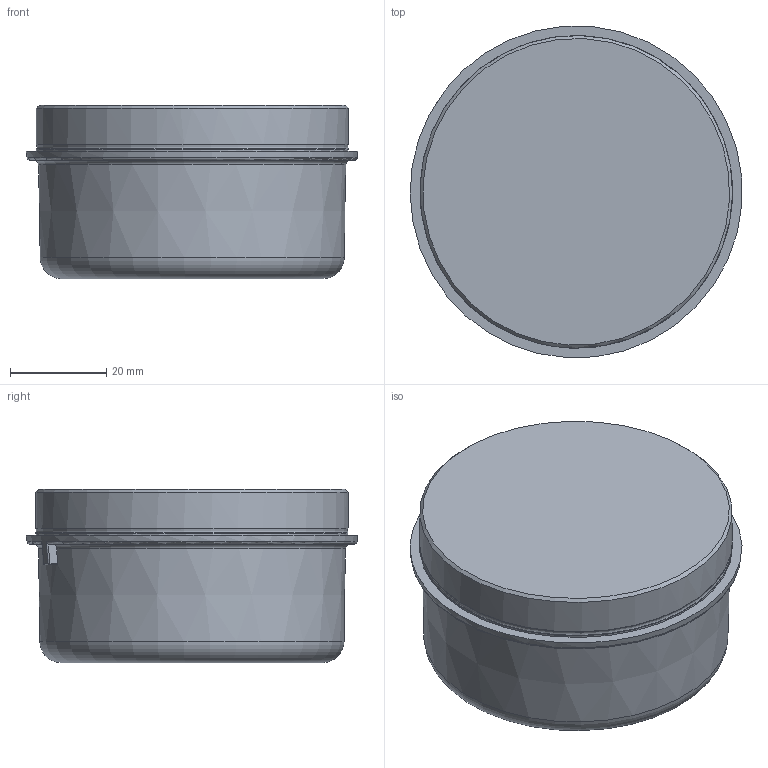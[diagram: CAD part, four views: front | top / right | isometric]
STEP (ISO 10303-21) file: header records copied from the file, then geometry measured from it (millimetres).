
FILE_DESCRIPTION(/* description */ ('Customer-3D BWM without cap'),/* implementation_level */ '2;1');
FILE_NAME(/* name */ '100000008539_prt_000.step',/* time_stamp */ '2021-11-09T15:47:14+01:00',/* author */ ('JENNERT'),/* organization */ ('WERMA Signaltechnik GmbH+Co.KG'),/* preprocessor_version */ 'ST-DEVELOPER v17',/* originating_system */ 'Autodesk Inventor 2018',/* authorisation */ 'public');
FILE_SCHEMA (('AUTOMOTIVE_DESIGN { 1 0 10303 214 3 1 1 }'));
Length unit declared in the file: millimetre
Products named in the file (1): 100000008539_prt_000_1
Bounding box: 68.9 x 68.85 x 36 mm (x, y, z)
Volume: 104290 mm3; surface area: 18030.7 mm2
Topology: 1 solids, 1 shells, 44 faces, 108 edges, 73 vertices
Faces by surface type: plane 15, cone 11, cylinder 7, torus 7, sphere 2, bspline 2
Full cylindrical faces by diameter (mm): 15 x1, 17.65 x1, 25.2 x1, 64.95 x2
Entity records: 1497 total; most frequent: CARTESIAN_POINT 382, DIRECTION 246, ORIENTED_EDGE 216, AXIS2_PLACEMENT_3D 109, EDGE_CURVE 108, VERTEX_POINT 73, CIRCLE 66, EDGE_LOOP 51
